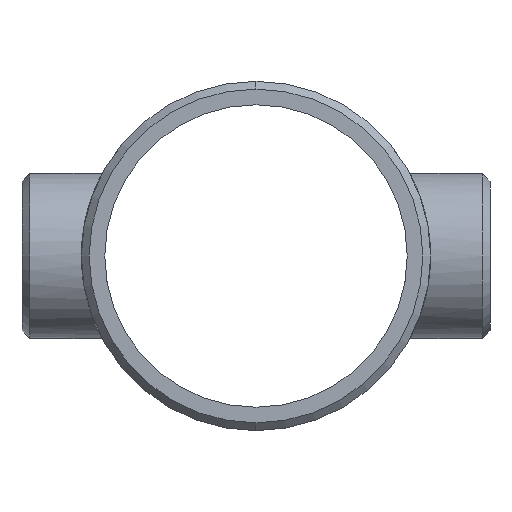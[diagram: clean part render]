
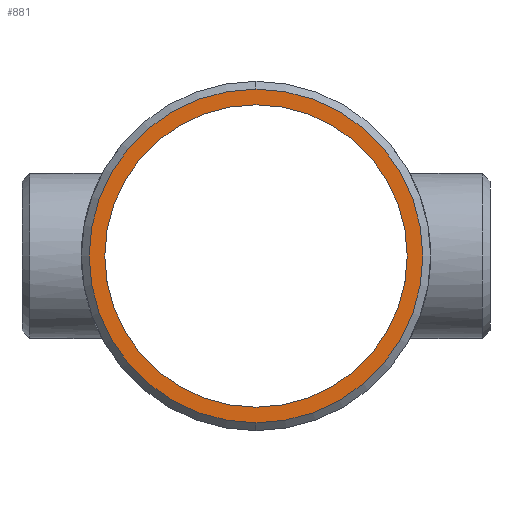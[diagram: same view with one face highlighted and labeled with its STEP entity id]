
A CAD part, left-side view. The second image highlights one B-rep face of the part: STEP entity #881.
In plain terms, the highlighted planar face has unit normal (-1, 0, 0).
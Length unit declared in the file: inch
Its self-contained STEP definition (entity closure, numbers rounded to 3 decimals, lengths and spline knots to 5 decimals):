
#28 = EDGE_LOOP ( 'NONE', ( #406, #1058 ) ) ;
#35 = CARTESIAN_POINT ( 'NONE',  ( -11., 0., 0. ) ) ;
#124 = AXIS2_PLACEMENT_3D ( 'NONE', #1041, #361, #1220 ) ;
#136 = PLANE ( 'NONE',  #519 ) ;
#175 = AXIS2_PLACEMENT_3D ( 'NONE', #301, #960, #1158 ) ;
#301 = CARTESIAN_POINT ( 'NONE',  ( -11., 0., 0. ) ) ;
#303 = CARTESIAN_POINT ( 'NONE',  ( -11., 0., 6.68733 ) ) ;
#326 = DIRECTION ( 'NONE',  ( -1., 0., 0. ) ) ;
#361 = DIRECTION ( 'NONE',  ( 1., 0., 0. ) ) ;
#379 = CIRCLE ( 'NONE', #589, 6.68733 ) ;
#388 = VERTEX_POINT ( 'NONE', #303 ) ;
#406 = ORIENTED_EDGE ( 'NONE', *, *, #1062, .T. ) ;
#438 = FACE_OUTER_BOUND ( 'NONE', #1291, .T. ) ;
#460 = DIRECTION ( 'NONE',  ( -1., 0., 0. ) ) ;
#471 = VERTEX_POINT ( 'NONE', #1028 ) ;
#519 = AXIS2_PLACEMENT_3D ( 'NONE', #1007, #326, #793 ) ;
#542 = DIRECTION ( 'NONE',  ( -1., 0., 0. ) ) ;
#570 = FACE_BOUND ( 'NONE', #28, .T. ) ;
#589 = AXIS2_PLACEMENT_3D ( 'NONE', #1111, #542, #981 ) ;
#645 = EDGE_CURVE ( 'NONE', #724, #388, #1307, .T. ) ;
#724 = VERTEX_POINT ( 'NONE', #1032 ) ;
#730 = AXIS2_PLACEMENT_3D ( 'NONE', #35, #460, #1122 ) ;
#744 = ORIENTED_EDGE ( 'NONE', *, *, #949, .T. ) ;
#793 = DIRECTION ( 'NONE',  ( 0., 0., -1. ) ) ;
#815 = CARTESIAN_POINT ( 'NONE',  ( -11., 0., 6.062 ) ) ;
#881 = ADVANCED_FACE ( 'NONE', ( #438, #570 ), #136, .T. ) ;
#937 = ORIENTED_EDGE ( 'NONE', *, *, #645, .T. ) ;
#949 = EDGE_CURVE ( 'NONE', #388, #724, #379, .T. ) ;
#960 = DIRECTION ( 'NONE',  ( 1., 0., 0. ) ) ;
#976 = CIRCLE ( 'NONE', #124, 6.062 ) ;
#981 = DIRECTION ( 'NONE',  ( 0., 0., 1. ) ) ;
#1007 = CARTESIAN_POINT ( 'NONE',  ( -11., 0., 0. ) ) ;
#1028 = CARTESIAN_POINT ( 'NONE',  ( -11., 0., -6.062 ) ) ;
#1032 = CARTESIAN_POINT ( 'NONE',  ( -11., 0., -6.68733 ) ) ;
#1041 = CARTESIAN_POINT ( 'NONE',  ( -11., 0., 0. ) ) ;
#1058 = ORIENTED_EDGE ( 'NONE', *, *, #1305, .T. ) ;
#1062 = EDGE_CURVE ( 'NONE', #1138, #471, #976, .T. ) ;
#1111 = CARTESIAN_POINT ( 'NONE',  ( -11., 0., 0. ) ) ;
#1122 = DIRECTION ( 'NONE',  ( 0., 0., 1. ) ) ;
#1133 = CIRCLE ( 'NONE', #175, 6.062 ) ;
#1138 = VERTEX_POINT ( 'NONE', #815 ) ;
#1158 = DIRECTION ( 'NONE',  ( 0., 0., 1. ) ) ;
#1220 = DIRECTION ( 'NONE',  ( 0., 0., 1. ) ) ;
#1291 = EDGE_LOOP ( 'NONE', ( #937, #744 ) ) ;
#1305 = EDGE_CURVE ( 'NONE', #471, #1138, #1133, .T. ) ;
#1307 = CIRCLE ( 'NONE', #730, 6.68733 ) ;
